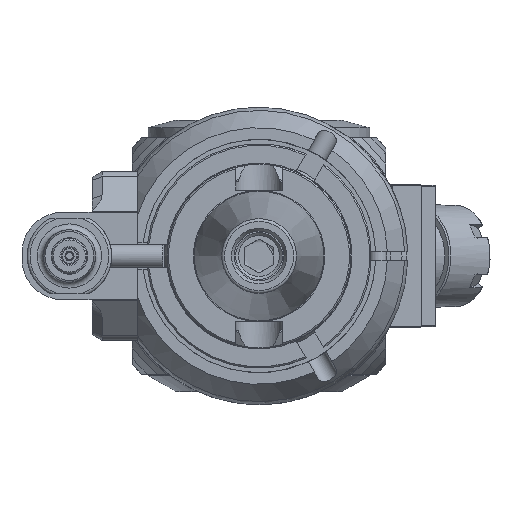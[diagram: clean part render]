
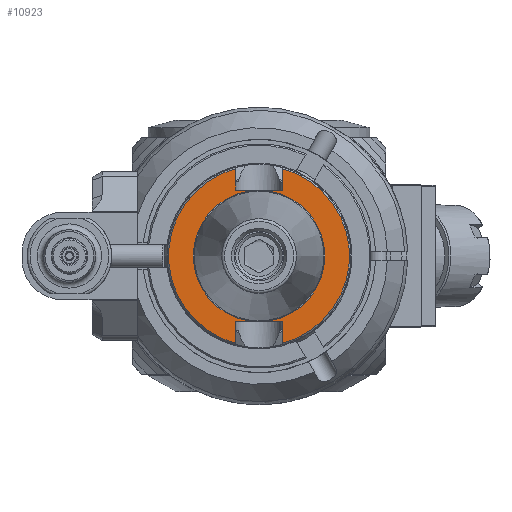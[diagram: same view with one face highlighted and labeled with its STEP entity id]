
A CAD part, left-side view. The second image highlights one B-rep face of the part: STEP entity #10923.
In plain terms, the highlighted planar face has unit normal (-1, 0, 0).
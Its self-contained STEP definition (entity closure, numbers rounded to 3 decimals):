
#134=FACE_BOUND('',#1814,.T.);
#514=PLANE('',#11805);
#1113=FACE_OUTER_BOUND('',#1813,.T.);
#1813=EDGE_LOOP('',(#8359,#8360,#8361,#8362,#8363,#8364,#8365,#8366));
#1814=EDGE_LOOP('',(#8367));
#2484=CIRCLE('',#11803,22.525);
#2486=CIRCLE('',#11806,31.);
#2487=CIRCLE('',#11807,31.);
#3182=LINE('',#47100,#3996);
#3183=LINE('',#47102,#3997);
#3184=LINE('',#47104,#3998);
#3185=LINE('',#47108,#3999);
#3186=LINE('',#47110,#4000);
#3187=LINE('',#47111,#4001);
#3996=VECTOR('',#13613,7.337);
#3997=VECTOR('',#13614,16.1);
#3998=VECTOR('',#13615,7.337);
#3999=VECTOR('',#13618,7.337);
#4000=VECTOR('',#13619,16.1);
#4001=VECTOR('',#13620,7.337);
#4904=VERTEX_POINT('',#47092);
#4905=VERTEX_POINT('',#47096);
#4906=VERTEX_POINT('',#47097);
#4907=VERTEX_POINT('',#47099);
#4908=VERTEX_POINT('',#47101);
#4909=VERTEX_POINT('',#47103);
#4910=VERTEX_POINT('',#47105);
#4911=VERTEX_POINT('',#47107);
#4912=VERTEX_POINT('',#47109);
#6172=EDGE_CURVE('',#4904,#4904,#2484,.T.);
#6174=EDGE_CURVE('',#4905,#4906,#2486,.T.);
#6175=EDGE_CURVE('',#4907,#4906,#3182,.T.);
#6176=EDGE_CURVE('',#4907,#4908,#3183,.T.);
#6177=EDGE_CURVE('',#4909,#4908,#3184,.T.);
#6178=EDGE_CURVE('',#4909,#4910,#2487,.T.);
#6179=EDGE_CURVE('',#4911,#4910,#3185,.T.);
#6180=EDGE_CURVE('',#4912,#4911,#3186,.T.);
#6181=EDGE_CURVE('',#4905,#4912,#3187,.T.);
#8359=ORIENTED_EDGE('',*,*,#6174,.T.);
#8360=ORIENTED_EDGE('',*,*,#6175,.F.);
#8361=ORIENTED_EDGE('',*,*,#6176,.T.);
#8362=ORIENTED_EDGE('',*,*,#6177,.F.);
#8363=ORIENTED_EDGE('',*,*,#6178,.T.);
#8364=ORIENTED_EDGE('',*,*,#6179,.F.);
#8365=ORIENTED_EDGE('',*,*,#6180,.F.);
#8366=ORIENTED_EDGE('',*,*,#6181,.F.);
#8367=ORIENTED_EDGE('',*,*,#6172,.T.);
#10923=ADVANCED_FACE('',(#1113,#134),#514,.F.);
#11803=AXIS2_PLACEMENT_3D('',#47093,#13605,#13606);
#11805=AXIS2_PLACEMENT_3D('',#47095,#13609,#13610);
#11806=AXIS2_PLACEMENT_3D('',#47098,#13611,#13612);
#11807=AXIS2_PLACEMENT_3D('',#47106,#13616,#13617);
#13605=DIRECTION('center_axis',(1.,0.,0.));
#13606=DIRECTION('ref_axis',(0.,1.,0.));
#13609=DIRECTION('center_axis',(1.,0.,0.));
#13610=DIRECTION('ref_axis',(0.,-1.,0.));
#13611=DIRECTION('center_axis',(-1.,0.,0.));
#13612=DIRECTION('ref_axis',(0.,-0.26,-0.966));
#13613=DIRECTION('',(0.,0.,1.));
#13614=DIRECTION('',(0.,1.,0.));
#13615=DIRECTION('',(0.,0.,-1.));
#13616=DIRECTION('center_axis',(-1.,0.,0.));
#13617=DIRECTION('ref_axis',(0.,0.26,0.966));
#13618=DIRECTION('',(0.,0.,-1.));
#13619=DIRECTION('',(0.,1.,0.));
#13620=DIRECTION('',(0.,0.,1.));
#47092=CARTESIAN_POINT('',(-84.,22.525,0.));
#47093=CARTESIAN_POINT('Origin',(-84.,0.,0.));
#47095=CARTESIAN_POINT('Origin',(-84.,-22.675,0.));
#47096=CARTESIAN_POINT('',(-84.,-8.05,-29.937));
#47097=CARTESIAN_POINT('',(-84.,-8.05,29.937));
#47098=CARTESIAN_POINT('Origin',(-84.,0.,0.));
#47099=CARTESIAN_POINT('',(-84.,-8.05,22.6));
#47100=CARTESIAN_POINT('',(-84.,-8.05,22.6));
#47101=CARTESIAN_POINT('',(-84.,8.05,22.6));
#47102=CARTESIAN_POINT('',(-84.,-8.05,22.6));
#47103=CARTESIAN_POINT('',(-84.,8.05,29.937));
#47104=CARTESIAN_POINT('',(-84.,8.05,29.937));
#47105=CARTESIAN_POINT('',(-84.,8.05,-29.937));
#47106=CARTESIAN_POINT('Origin',(-84.,0.,0.));
#47107=CARTESIAN_POINT('',(-84.,8.05,-22.6));
#47108=CARTESIAN_POINT('',(-84.,8.05,-22.6));
#47109=CARTESIAN_POINT('',(-84.,-8.05,-22.6));
#47110=CARTESIAN_POINT('',(-84.,-8.05,-22.6));
#47111=CARTESIAN_POINT('',(-84.,-8.05,-29.937));
